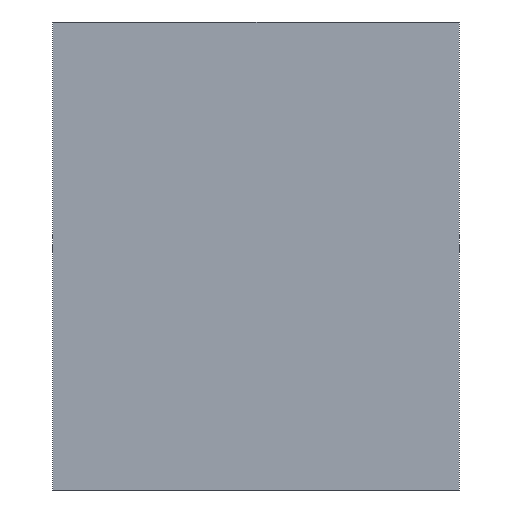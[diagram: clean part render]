
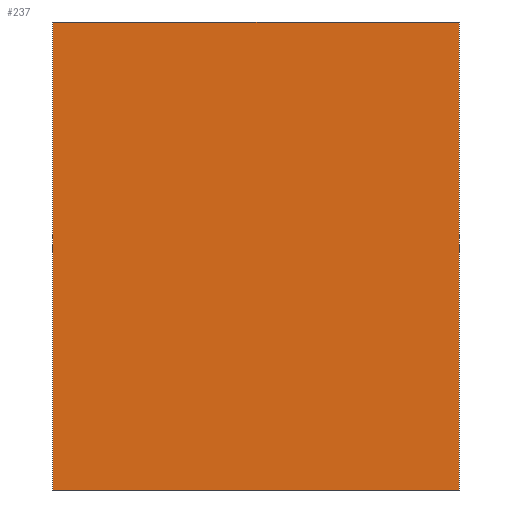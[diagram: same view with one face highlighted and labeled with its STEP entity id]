
A CAD part, left-side view. The second image highlights one B-rep face of the part: STEP entity #237.
In plain terms, the highlighted planar face has unit normal (-1, 0, 0).
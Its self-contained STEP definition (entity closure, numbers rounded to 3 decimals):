
#4 = ORIENTED_EDGE ( 'NONE', *, *, #331, .T. ) ;
#13 = FACE_OUTER_BOUND ( 'NONE', #215, .T. ) ;
#14 = DIRECTION ( 'NONE',  ( 0., 0., -1. ) ) ;
#15 = AXIS2_PLACEMENT_3D ( 'NONE', #145, #274, #14 ) ;
#29 = DIRECTION ( 'NONE',  ( 0., 0., -1. ) ) ;
#32 = DIRECTION ( 'NONE',  ( 0., -1., 0. ) ) ;
#41 = CARTESIAN_POINT ( 'NONE',  ( -77.6, 82.005, 0. ) ) ;
#45 = CARTESIAN_POINT ( 'NONE',  ( -77.6, 82.005, 460. ) ) ;
#56 = LINE ( 'NONE', #186, #152 ) ;
#57 = CARTESIAN_POINT ( 'NONE',  ( -77.6, -317.995, 460. ) ) ;
#67 = PLANE ( 'NONE',  #15 ) ;
#94 = CARTESIAN_POINT ( 'NONE',  ( -77.6, -317.995, 460. ) ) ;
#115 = ORIENTED_EDGE ( 'NONE', *, *, #226, .T. ) ;
#116 = DIRECTION ( 'NONE',  ( 0., -1., 0. ) ) ;
#130 = ORIENTED_EDGE ( 'NONE', *, *, #318, .F. ) ;
#145 = CARTESIAN_POINT ( 'NONE',  ( -77.6, -317.995, 460. ) ) ;
#152 = VECTOR ( 'NONE', #32, 1000. ) ;
#155 = LINE ( 'NONE', #45, #296 ) ;
#176 = ORIENTED_EDGE ( 'NONE', *, *, #249, .F. ) ;
#186 = CARTESIAN_POINT ( 'NONE',  ( -77.6, -317.995, 0. ) ) ;
#199 = VERTEX_POINT ( 'NONE', #41 ) ;
#200 = CARTESIAN_POINT ( 'NONE',  ( -77.6, -317.995, 460. ) ) ;
#207 = VECTOR ( 'NONE', #116, 1000. ) ;
#215 = EDGE_LOOP ( 'NONE', ( #4, #130, #176, #115 ) ) ;
#223 = VERTEX_POINT ( 'NONE', #319 ) ;
#226 = EDGE_CURVE ( 'NONE', #278, #199, #155, .T. ) ;
#229 = VERTEX_POINT ( 'NONE', #94 ) ;
#237 = ADVANCED_FACE ( 'NONE', ( #13 ), #67, .F. ) ;
#238 = LINE ( 'NONE', #57, #301 ) ;
#249 = EDGE_CURVE ( 'NONE', #278, #229, #323, .T. ) ;
#274 = DIRECTION ( 'NONE',  ( 1., 0., 0. ) ) ;
#278 = VERTEX_POINT ( 'NONE', #298 ) ;
#296 = VECTOR ( 'NONE', #297, 1000. ) ;
#297 = DIRECTION ( 'NONE',  ( 0., 0., -1. ) ) ;
#298 = CARTESIAN_POINT ( 'NONE',  ( -77.6, 82.005, 460. ) ) ;
#301 = VECTOR ( 'NONE', #29, 1000. ) ;
#318 = EDGE_CURVE ( 'NONE', #229, #223, #238, .T. ) ;
#319 = CARTESIAN_POINT ( 'NONE',  ( -77.6, -317.995, 0. ) ) ;
#323 = LINE ( 'NONE', #200, #207 ) ;
#331 = EDGE_CURVE ( 'NONE', #199, #223, #56, .T. ) ;
